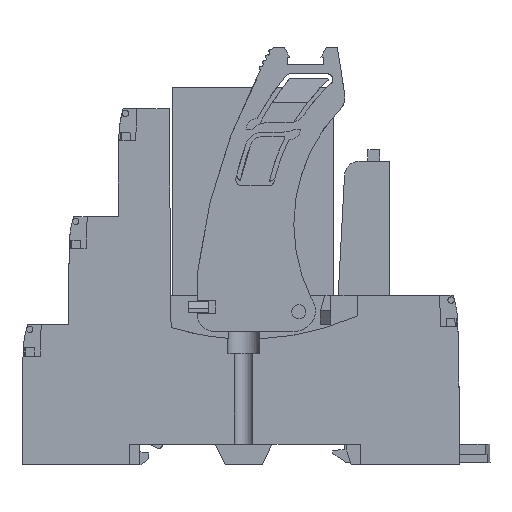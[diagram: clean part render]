
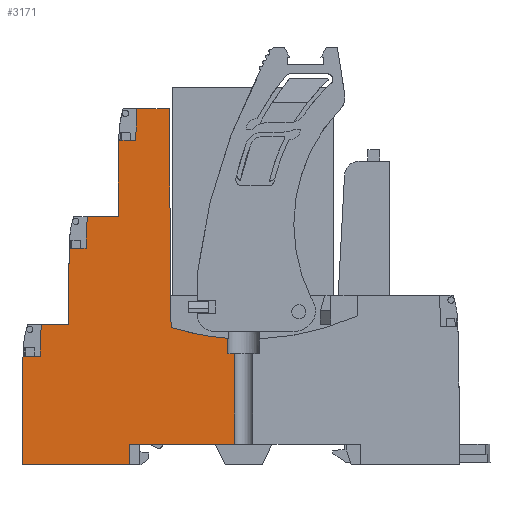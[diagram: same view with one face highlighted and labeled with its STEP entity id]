
A CAD part, left-side view. The second image highlights one B-rep face of the part: STEP entity #3171.
In plain terms, the highlighted planar face has unit normal (-1, 0, 0).
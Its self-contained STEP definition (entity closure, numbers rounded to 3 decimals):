
#1558=AXIS2_PLACEMENT_3D('Plane Axis2P3D',#1555,#1556,#1557) ;
#3050=AXIS2_PLACEMENT_3D('Circle Axis2P3D',#3048,#3049,$) ;
#3111=AXIS2_PLACEMENT_3D('Circle Axis2P3D',#3109,#3110,$) ;
#3139=AXIS2_PLACEMENT_3D('Circle Axis2P3D',#3137,#3138,$) ;
#1130=CARTESIAN_POINT('Line Origine',(0.,54.895,42.243)) ;
#1134=CARTESIAN_POINT('Vertex',(0.,55.059,61.)) ;
#1136=CARTESIAN_POINT('Vertex',(0.,54.731,23.485)) ;
#1555=CARTESIAN_POINT('Axis2P3D Location',(0.,-919.721,0.)) ;
#2618=CARTESIAN_POINT('Line Origine',(0.,57.831,61.)) ;
#2622=CARTESIAN_POINT('Vertex',(0.,60.603,61.)) ;
#3015=CARTESIAN_POINT('Vertex',(0.,44.994,21.639)) ;
#3019=CARTESIAN_POINT('Control Point',(0.,54.731,23.485)) ;
#3020=CARTESIAN_POINT('Control Point',(0.,51.566,22.518)) ;
#3021=CARTESIAN_POINT('Control Point',(0.,48.294,21.898)) ;
#3022=CARTESIAN_POINT('Control Point',(0.,44.994,21.639)) ;
#3032=CARTESIAN_POINT('Line Origine',(0.,77.083,21.295)) ;
#3036=CARTESIAN_POINT('Vertex',(0.,76.989,24.)) ;
#3038=CARTESIAN_POINT('Vertex',(0.,77.177,18.591)) ;
#3041=CARTESIAN_POINT('Line Origine',(0.,78.642,18.591)) ;
#3045=CARTESIAN_POINT('Vertex',(0.,80.107,18.591)) ;
#3048=CARTESIAN_POINT('Axis2P3D Location',(0.,-919.721,0.)) ;
#3052=CARTESIAN_POINT('Vertex',(0.,80.279,0.)) ;
#3055=CARTESIAN_POINT('Line Origine',(0.,71.079,0.)) ;
#3059=CARTESIAN_POINT('Vertex',(0.,61.879,0.)) ;
#3062=CARTESIAN_POINT('Line Origine',(0.,61.879,1.75)) ;
#3066=CARTESIAN_POINT('Vertex',(0.,61.879,3.5)) ;
#3069=CARTESIAN_POINT('Line Origine',(0.,52.868,3.5)) ;
#3073=CARTESIAN_POINT('Vertex',(0.,43.857,3.5)) ;
#3076=CARTESIAN_POINT('Line Origine',(0.,43.857,11.25)) ;
#3080=CARTESIAN_POINT('Vertex',(0.,43.857,19.)) ;
#3083=CARTESIAN_POINT('Line Origine',(0.,44.425,19.)) ;
#3087=CARTESIAN_POINT('Vertex',(0.,44.994,19.)) ;
#3090=CARTESIAN_POINT('Line Origine',(0.,44.994,20.32)) ;
#3095=CARTESIAN_POINT('Line Origine',(0.,60.697,58.295)) ;
#3099=CARTESIAN_POINT('Vertex',(0.,60.791,55.591)) ;
#3102=CARTESIAN_POINT('Line Origine',(0.,62.243,55.591)) ;
#3106=CARTESIAN_POINT('Vertex',(0.,63.694,55.591)) ;
#3109=CARTESIAN_POINT('Axis2P3D Location',(0.,-936.222,42.5)) ;
#3113=CARTESIAN_POINT('Vertex',(0.,63.779,42.5)) ;
#3116=CARTESIAN_POINT('Line Origine',(0.,66.441,42.5)) ;
#3120=CARTESIAN_POINT('Vertex',(0.,69.103,42.5)) ;
#3123=CARTESIAN_POINT('Line Origine',(0.,69.197,39.795)) ;
#3127=CARTESIAN_POINT('Vertex',(0.,69.291,37.091)) ;
#3130=CARTESIAN_POINT('Line Origine',(0.,70.743,37.091)) ;
#3134=CARTESIAN_POINT('Vertex',(0.,72.194,37.091)) ;
#3137=CARTESIAN_POINT('Axis2P3D Location',(0.,-927.722,24.)) ;
#3141=CARTESIAN_POINT('Vertex',(0.,72.279,24.)) ;
#3144=CARTESIAN_POINT('Line Origine',(0.,74.634,24.)) ;
#1131=DIRECTION('Vector Direction',(0.,-0.009,-1.)) ;
#1556=DIRECTION('Axis2P3D Direction',(1.,-0.,0.)) ;
#1557=DIRECTION('Axis2P3D XDirection',(0.,1.,0.)) ;
#2619=DIRECTION('Vector Direction',(0.,1.,0.)) ;
#3033=DIRECTION('Vector Direction',(0.,-0.035,0.999)) ;
#3042=DIRECTION('Vector Direction',(0.,-1.,0.)) ;
#3049=DIRECTION('Axis2P3D Direction',(1.,-0.,0.)) ;
#3056=DIRECTION('Vector Direction',(0.,-1.,0.)) ;
#3063=DIRECTION('Vector Direction',(0.,0.,1.)) ;
#3070=DIRECTION('Vector Direction',(0.,1.,0.)) ;
#3077=DIRECTION('Vector Direction',(0.,0.,-1.)) ;
#3084=DIRECTION('Vector Direction',(0.,1.,0.)) ;
#3091=DIRECTION('Vector Direction',(0.,0.,1.)) ;
#3096=DIRECTION('Vector Direction',(0.,-0.035,0.999)) ;
#3103=DIRECTION('Vector Direction',(0.,-1.,0.)) ;
#3110=DIRECTION('Axis2P3D Direction',(1.,-0.,0.)) ;
#3117=DIRECTION('Vector Direction',(0.,-1.,0.)) ;
#3124=DIRECTION('Vector Direction',(0.,-0.035,0.999)) ;
#3131=DIRECTION('Vector Direction',(0.,-1.,0.)) ;
#3138=DIRECTION('Axis2P3D Direction',(1.,-0.,0.)) ;
#3145=DIRECTION('Vector Direction',(0.,-1.,0.)) ;
#1132=VECTOR('Line Direction',#1131,1.) ;
#2620=VECTOR('Line Direction',#2619,1.) ;
#3034=VECTOR('Line Direction',#3033,1.) ;
#3043=VECTOR('Line Direction',#3042,1.) ;
#3057=VECTOR('Line Direction',#3056,1.) ;
#3064=VECTOR('Line Direction',#3063,1.) ;
#3071=VECTOR('Line Direction',#3070,1.) ;
#3078=VECTOR('Line Direction',#3077,1.) ;
#3085=VECTOR('Line Direction',#3084,1.) ;
#3092=VECTOR('Line Direction',#3091,1.) ;
#3097=VECTOR('Line Direction',#3096,1.) ;
#3104=VECTOR('Line Direction',#3103,1.) ;
#3118=VECTOR('Line Direction',#3117,1.) ;
#3125=VECTOR('Line Direction',#3124,1.) ;
#3132=VECTOR('Line Direction',#3131,1.) ;
#3146=VECTOR('Line Direction',#3145,1.) ;
#3150=ORIENTED_EDGE('',*,*,#3040,.T.) ;
#3151=ORIENTED_EDGE('',*,*,#3047,.F.) ;
#3152=ORIENTED_EDGE('',*,*,#3054,.F.) ;
#3153=ORIENTED_EDGE('',*,*,#3061,.T.) ;
#3154=ORIENTED_EDGE('',*,*,#3068,.F.) ;
#3155=ORIENTED_EDGE('',*,*,#3075,.T.) ;
#3156=ORIENTED_EDGE('',*,*,#3082,.F.) ;
#3157=ORIENTED_EDGE('',*,*,#3089,.F.) ;
#3158=ORIENTED_EDGE('',*,*,#3094,.T.) ;
#3159=ORIENTED_EDGE('',*,*,#3023,.F.) ;
#3160=ORIENTED_EDGE('',*,*,#1138,.F.) ;
#3161=ORIENTED_EDGE('',*,*,#2624,.T.) ;
#3162=ORIENTED_EDGE('',*,*,#3101,.T.) ;
#3163=ORIENTED_EDGE('',*,*,#3108,.F.) ;
#3164=ORIENTED_EDGE('',*,*,#3115,.F.) ;
#3165=ORIENTED_EDGE('',*,*,#3122,.F.) ;
#3166=ORIENTED_EDGE('',*,*,#3129,.T.) ;
#3167=ORIENTED_EDGE('',*,*,#3136,.F.) ;
#3168=ORIENTED_EDGE('',*,*,#3143,.F.) ;
#3169=ORIENTED_EDGE('',*,*,#3148,.F.) ;
#3171=ADVANCED_FACE('Hauptk\X2\00F6\X0\rper',(#3170),#1559,.F.) ;
#3018=B_SPLINE_CURVE_WITH_KNOTS('',3,(#3019,#3020,#3021,#3022),.UNSPECIFIED.,.F.,.U.,(4,4),(0.,14.044),.UNSPECIFIED.) ;
#3051=CIRCLE('generated circle',#3050,1000.) ;
#3112=CIRCLE('generated circle',#3111,1000.001) ;
#3140=CIRCLE('generated circle',#3139,1000.001) ;
#1138=EDGE_CURVE('',#1135,#1137,#1133,.T.) ;
#2624=EDGE_CURVE('',#1135,#2623,#2621,.T.) ;
#3023=EDGE_CURVE('',#1137,#3016,#3018,.T.) ;
#3040=EDGE_CURVE('',#3037,#3039,#3035,.F.) ;
#3047=EDGE_CURVE('',#3046,#3039,#3044,.T.) ;
#3054=EDGE_CURVE('',#3053,#3046,#3051,.T.) ;
#3061=EDGE_CURVE('',#3053,#3060,#3058,.T.) ;
#3068=EDGE_CURVE('',#3067,#3060,#3065,.F.) ;
#3075=EDGE_CURVE('',#3067,#3074,#3072,.F.) ;
#3082=EDGE_CURVE('',#3081,#3074,#3079,.T.) ;
#3089=EDGE_CURVE('',#3088,#3081,#3086,.F.) ;
#3094=EDGE_CURVE('',#3088,#3016,#3093,.T.) ;
#3101=EDGE_CURVE('',#2623,#3100,#3098,.F.) ;
#3108=EDGE_CURVE('',#3107,#3100,#3105,.T.) ;
#3115=EDGE_CURVE('',#3114,#3107,#3112,.T.) ;
#3122=EDGE_CURVE('',#3121,#3114,#3119,.T.) ;
#3129=EDGE_CURVE('',#3121,#3128,#3126,.F.) ;
#3136=EDGE_CURVE('',#3135,#3128,#3133,.T.) ;
#3143=EDGE_CURVE('',#3142,#3135,#3140,.T.) ;
#3148=EDGE_CURVE('',#3037,#3142,#3147,.T.) ;
#3149=EDGE_LOOP('',(#3150,#3151,#3152,#3153,#3154,#3155,#3156,#3157,#3158,#3159,#3160,#3161,#3162,#3163,#3164,#3165,#3166,#3167,#3168,#3169)) ;
#3170=FACE_OUTER_BOUND('',#3149,.T.) ;
#1133=LINE('Line',#1130,#1132) ;
#2621=LINE('Line',#2618,#2620) ;
#3035=LINE('Line',#3032,#3034) ;
#3044=LINE('Line',#3041,#3043) ;
#3058=LINE('Line',#3055,#3057) ;
#3065=LINE('Line',#3062,#3064) ;
#3072=LINE('Line',#3069,#3071) ;
#3079=LINE('Line',#3076,#3078) ;
#3086=LINE('Line',#3083,#3085) ;
#3093=LINE('Line',#3090,#3092) ;
#3098=LINE('Line',#3095,#3097) ;
#3105=LINE('Line',#3102,#3104) ;
#3119=LINE('Line',#3116,#3118) ;
#3126=LINE('Line',#3123,#3125) ;
#3133=LINE('Line',#3130,#3132) ;
#3147=LINE('Line',#3144,#3146) ;
#1559=PLANE('',#1558) ;
#1135=VERTEX_POINT('',#1134) ;
#1137=VERTEX_POINT('',#1136) ;
#2623=VERTEX_POINT('',#2622) ;
#3016=VERTEX_POINT('',#3015) ;
#3037=VERTEX_POINT('',#3036) ;
#3039=VERTEX_POINT('',#3038) ;
#3046=VERTEX_POINT('',#3045) ;
#3053=VERTEX_POINT('',#3052) ;
#3060=VERTEX_POINT('',#3059) ;
#3067=VERTEX_POINT('',#3066) ;
#3074=VERTEX_POINT('',#3073) ;
#3081=VERTEX_POINT('',#3080) ;
#3088=VERTEX_POINT('',#3087) ;
#3100=VERTEX_POINT('',#3099) ;
#3107=VERTEX_POINT('',#3106) ;
#3114=VERTEX_POINT('',#3113) ;
#3121=VERTEX_POINT('',#3120) ;
#3128=VERTEX_POINT('',#3127) ;
#3135=VERTEX_POINT('',#3134) ;
#3142=VERTEX_POINT('',#3141) ;
